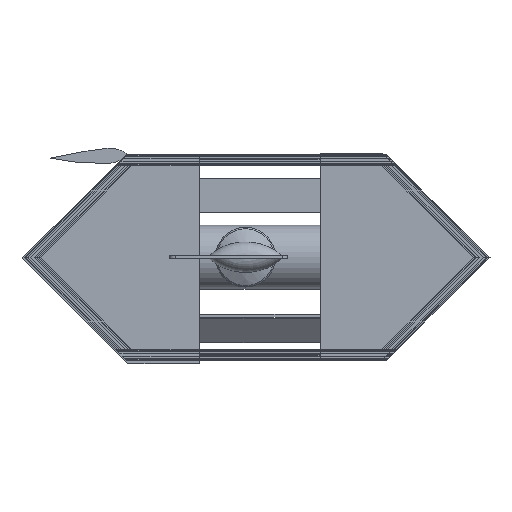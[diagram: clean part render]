
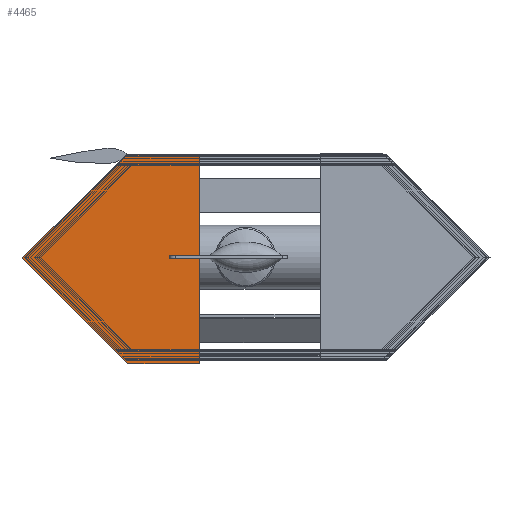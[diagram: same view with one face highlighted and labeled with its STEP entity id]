
A CAD part, front view. The second image highlights one B-rep face of the part: STEP entity #4465.
In plain terms, the highlighted planar face has unit normal (0, -1, 0).
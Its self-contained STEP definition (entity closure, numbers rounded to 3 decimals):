
#598=FACE_OUTER_BOUND('',#853,.T.);
#853=EDGE_LOOP('',(#3963,#3964,#3965,#3966,#3967));
#1314=LINE('',#7560,#1798);
#1317=LINE('',#7566,#1801);
#1320=LINE('',#7572,#1804);
#1323=LINE('',#7578,#1807);
#1326=LINE('',#7582,#1810);
#1798=VECTOR('',#6122,266.185);
#1801=VECTOR('',#6127,261.);
#1804=VECTOR('',#6132,127.);
#1807=VECTOR('',#6137,370.);
#1810=VECTOR('',#6142,127.);
#2207=VERTEX_POINT('',#7557);
#2208=VERTEX_POINT('',#7559);
#2210=VERTEX_POINT('',#7565);
#2212=VERTEX_POINT('',#7571);
#2214=VERTEX_POINT('',#7577);
#2793=EDGE_CURVE('',#2207,#2208,#1314,.T.);
#2796=EDGE_CURVE('',#2208,#2210,#1317,.T.);
#2799=EDGE_CURVE('',#2210,#2212,#1320,.T.);
#2802=EDGE_CURVE('',#2212,#2214,#1323,.T.);
#2805=EDGE_CURVE('',#2214,#2207,#1326,.T.);
#3963=ORIENTED_EDGE('',*,*,#2793,.F.);
#3964=ORIENTED_EDGE('',*,*,#2805,.F.);
#3965=ORIENTED_EDGE('',*,*,#2802,.F.);
#3966=ORIENTED_EDGE('',*,*,#2799,.F.);
#3967=ORIENTED_EDGE('',*,*,#2796,.F.);
#4231=PLANE('',#4963);
#4465=ADVANCED_FACE('',(#598),#4231,.F.);
#4963=AXIS2_PLACEMENT_3D('',#7583,#6143,#6144);
#6122=DIRECTION('',(-0.705,0.,0.709));
#6127=DIRECTION('',(0.719,0.,0.695));
#6132=DIRECTION('',(1.,0.,0.));
#6137=DIRECTION('',(0.,0.,-1.));
#6142=DIRECTION('',(-1.,0.,0.));
#6143=DIRECTION('center_axis',(0.,1.,0.));
#6144=DIRECTION('ref_axis',(0.,0.,1.));
#7557=CARTESIAN_POINT('',(-208.651,-12.,-188.694));
#7559=CARTESIAN_POINT('',(-396.398,-12.,0.));
#7560=CARTESIAN_POINT('',(-208.651,-12.,-188.694));
#7565=CARTESIAN_POINT('',(-208.651,-12.,181.306));
#7566=CARTESIAN_POINT('',(-396.398,-12.,0.));
#7571=CARTESIAN_POINT('',(-81.651,-12.,181.306));
#7572=CARTESIAN_POINT('',(-208.651,-12.,181.306));
#7577=CARTESIAN_POINT('',(-81.651,-12.,-188.694));
#7578=CARTESIAN_POINT('',(-81.651,-12.,181.306));
#7582=CARTESIAN_POINT('',(-81.651,-12.,-188.694));
#7583=CARTESIAN_POINT('Origin',(0.,-12.,0.));
